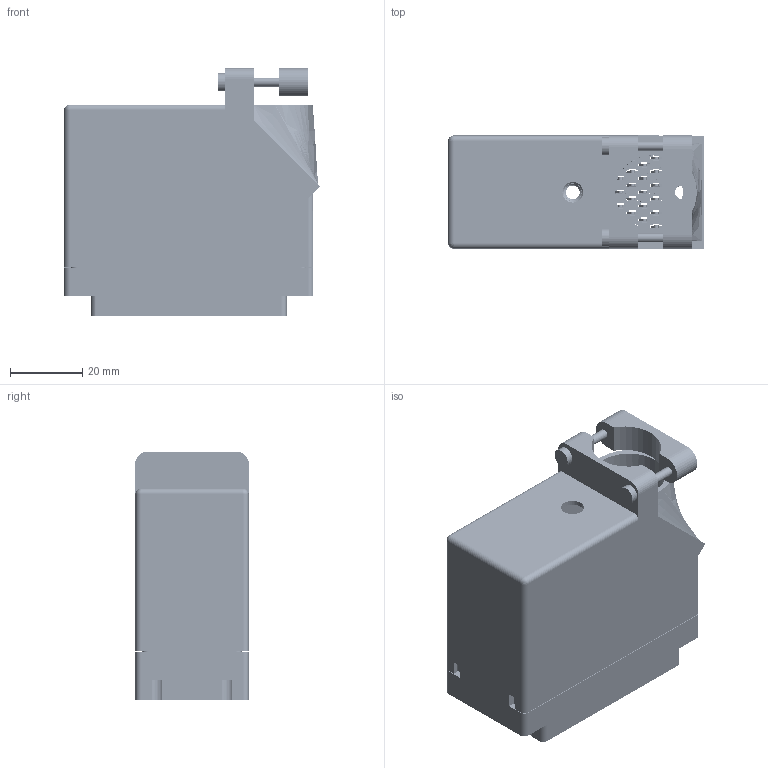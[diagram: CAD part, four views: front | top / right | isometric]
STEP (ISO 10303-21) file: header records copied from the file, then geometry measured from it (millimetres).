
FILE_DESCRIPTION (( 'STEP AP203' ), '1' );
FILE_NAME ('516-090-540-516.STEP', '2020-03-10T21:14:13', ( '' ), ( '' ), 'SwSTEP 2.0', 'SolidWorks 2016', '' );
FILE_SCHEMA (( 'CONFIG_CONTROL_DESIGN' ));
Length unit declared in the file: inch
Products named in the file (5): 516-252-095-100; 516-230-001_Plastic - 090 Top Entry; 516-090-540-516; 516 Plug Insulator_090; 516-292-001_540 Contact
Assembly tree (93 placements, depth 2):
  516-090-540-516
    516 Plug Insulator_090
    516-292-001_540 Contact  x90
    516-230-001_Plastic - 090 Top Entry
    516-252-095-100
Bounding box: 70.83 x 31.75 x 68.73 mm (x, y, z)
Volume: 38209.5 mm3; surface area: 63425 mm2
Topology: 93 solids, 93 shells, 8448 faces, 24533 edges, 16289 vertices
Faces by surface type: plane 5211, cylinder 2674, bspline 549, cone 12, sphere 2
Entity records: 73871 total; most frequent: CARTESIAN_POINT 14552, ORIENTED_EDGE 12038, DIRECTION 11601, EDGE_CURVE 6019, VECTOR 4507, LINE 4507, VERTEX_POINT 4007, AXIS2_PLACEMENT_3D 3547
